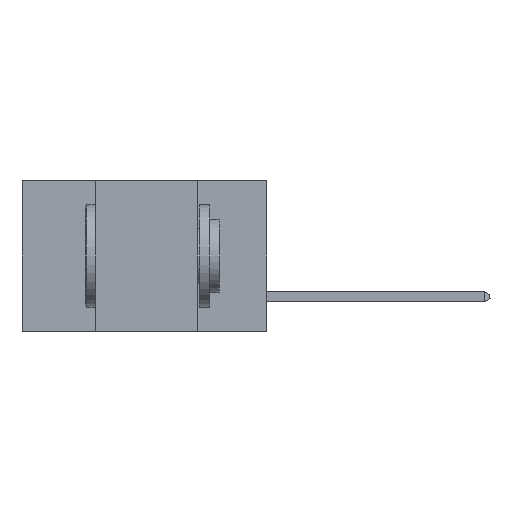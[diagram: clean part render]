
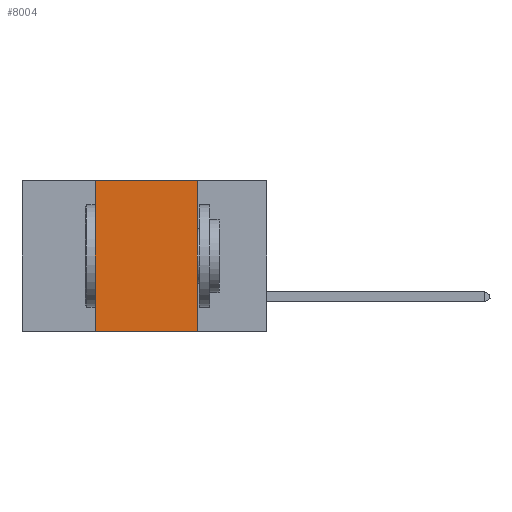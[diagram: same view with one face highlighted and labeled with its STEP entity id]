
A CAD part, left-side view. The second image highlights one B-rep face of the part: STEP entity #8004.
In plain terms, the highlighted planar face has unit normal (-1, 0, 0).
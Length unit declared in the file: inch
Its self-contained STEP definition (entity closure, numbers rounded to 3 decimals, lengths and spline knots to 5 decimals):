
#351 = ORIENTED_EDGE ( 'NONE', *, *, #1705, .T. ) ;
#507 = LINE ( 'NONE', #4378, #1331 ) ;
#515 = EDGE_CURVE ( 'NONE', #3989, #6017, #5022, .T. ) ;
#784 = VECTOR ( 'NONE', #11716, 39.37008 ) ;
#1055 = CARTESIAN_POINT ( 'NONE',  ( 0., 0.6, 0. ) ) ;
#1331 = VECTOR ( 'NONE', #9178, 39.37008 ) ;
#1705 = EDGE_CURVE ( 'NONE', #3989, #7986, #4989, .T. ) ;
#3989 = VERTEX_POINT ( 'NONE', #13281 ) ;
#4302 = CARTESIAN_POINT ( 'NONE',  ( 0., 0.42, 0. ) ) ;
#4333 = DIRECTION ( 'NONE',  ( 0., 0., -1. ) ) ;
#4343 = DIRECTION ( 'NONE',  ( 0., 0., 1. ) ) ;
#4378 = CARTESIAN_POINT ( 'NONE',  ( 0., 0.6, 0. ) ) ;
#4386 = CARTESIAN_POINT ( 'NONE',  ( 0., 0.6, -0.37 ) ) ;
#4886 = LINE ( 'NONE', #5520, #9363 ) ;
#4937 = EDGE_CURVE ( 'NONE', #6017, #6206, #507, .T. ) ;
#4989 = LINE ( 'NONE', #4386, #784 ) ;
#5022 = LINE ( 'NONE', #4302, #9679 ) ;
#5113 = EDGE_CURVE ( 'NONE', #6206, #7986, #4886, .T. ) ;
#5382 = ORIENTED_EDGE ( 'NONE', *, *, #5113, .F. ) ;
#5520 = CARTESIAN_POINT ( 'NONE',  ( 0., 0.17, 0. ) ) ;
#5603 = ORIENTED_EDGE ( 'NONE', *, *, #4937, .F. ) ;
#6017 = VERTEX_POINT ( 'NONE', #6630 ) ;
#6114 = EDGE_LOOP ( 'NONE', ( #5382, #5603, #13764, #351 ) ) ;
#6206 = VERTEX_POINT ( 'NONE', #9221 ) ;
#6400 = PLANE ( 'NONE',  #13215 ) ;
#6630 = CARTESIAN_POINT ( 'NONE',  ( 0., 0.42, 0. ) ) ;
#7272 = DIRECTION ( 'NONE',  ( 0., 0., -1. ) ) ;
#7986 = VERTEX_POINT ( 'NONE', #9462 ) ;
#8004 = ADVANCED_FACE ( 'NONE', ( #8143 ), #6400, .F. ) ;
#8143 = FACE_OUTER_BOUND ( 'NONE', #6114, .T. ) ;
#9178 = DIRECTION ( 'NONE',  ( 0., -1., 0. ) ) ;
#9221 = CARTESIAN_POINT ( 'NONE',  ( 0., 0.17, 0. ) ) ;
#9363 = VECTOR ( 'NONE', #7272, 39.37008 ) ;
#9462 = CARTESIAN_POINT ( 'NONE',  ( 0., 0.17, -0.37 ) ) ;
#9609 = DIRECTION ( 'NONE',  ( 1., 0., 0. ) ) ;
#9679 = VECTOR ( 'NONE', #4343, 39.37008 ) ;
#11716 = DIRECTION ( 'NONE',  ( 0., -1., 0. ) ) ;
#13215 = AXIS2_PLACEMENT_3D ( 'NONE', #1055, #9609, #4333 ) ;
#13281 = CARTESIAN_POINT ( 'NONE',  ( 0., 0.42, -0.37 ) ) ;
#13764 = ORIENTED_EDGE ( 'NONE', *, *, #515, .F. ) ;
